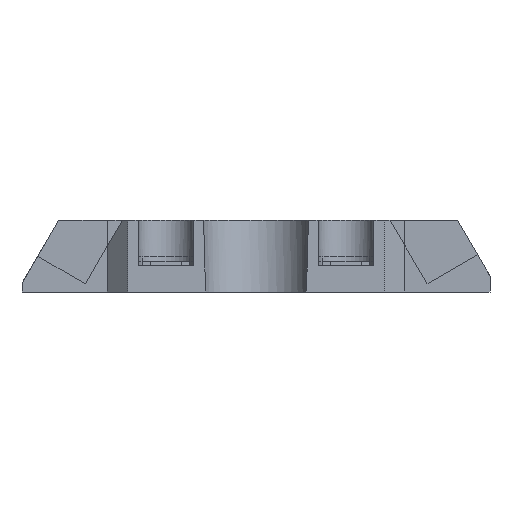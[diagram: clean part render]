
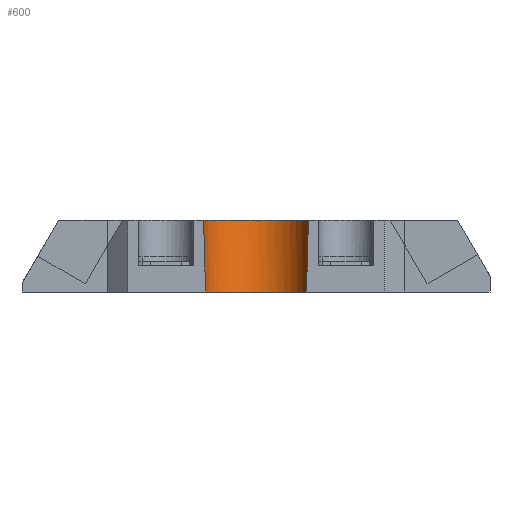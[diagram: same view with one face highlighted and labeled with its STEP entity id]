
A CAD part, front view. The second image highlights one B-rep face of the part: STEP entity #600.
In plain terms, the highlighted cylindrical face has radius 6 mm (diameter 12 mm), a partial arc.
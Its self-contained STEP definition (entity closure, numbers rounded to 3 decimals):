
#24 = VERTEX_POINT('',#25);
#25 = CARTESIAN_POINT('',(-5.094,-39.,15.1));
#32 = PLANE('',#33);
#33 = AXIS2_PLACEMENT_3D('',#34,#35,#36);
#34 = CARTESIAN_POINT('',(-16.,-39.,15.1));
#35 = DIRECTION('',(0.,1.,0.));
#36 = DIRECTION('',(0.,0.,1.));
#44 = PLANE('',#45);
#45 = AXIS2_PLACEMENT_3D('',#46,#47,#48);
#46 = CARTESIAN_POINT('',(-16.,-39.,15.1));
#47 = DIRECTION('',(0.,0.,1.));
#48 = DIRECTION('',(1.,0.,0.));
#98 = PLANE('',#99);
#99 = AXIS2_PLACEMENT_3D('',#100,#101,#102);
#100 = CARTESIAN_POINT('',(-16.,-39.,23.1));
#101 = DIRECTION('',(0.,0.,1.));
#102 = DIRECTION('',(1.,0.,0.));
#189 = VERTEX_POINT('',#190);
#190 = CARTESIAN_POINT('',(-5.316,-39.,23.1));
#211 = EDGE_CURVE('',#24,#189,#212,.T.);
#212 = SURFACE_CURVE('',#213,(#218,#225),.PCURVE_S1.);
#213 = ELLIPSE('',#214,68.842,6.);
#214 = AXIS2_PLACEMENT_3D('',#215,#216,#217);
#215 = CARTESIAN_POINT('',(0.5,-39.,40.005));
#216 = DIRECTION('',(0.,1.,0.));
#217 = DIRECTION('',(0.,0.,1.));
#218 = PCURVE('',#32,#219);
#219 = DEFINITIONAL_REPRESENTATION('',(#220),#224);
#220 = ELLIPSE('',#221,68.842,6.);
#221 = AXIS2_PLACEMENT_2D('',#222,#223);
#222 = CARTESIAN_POINT('',(24.905,16.5));
#223 = DIRECTION('',(1.,0.));
#224 = ( GEOMETRIC_REPRESENTATION_CONTEXT(2) 
PARAMETRIC_REPRESENTATION_CONTEXT() REPRESENTATION_CONTEXT('2D SPACE',''
  ) );
#225 = PCURVE('',#226,#231);
#226 = CYLINDRICAL_SURFACE('',#227,6.);
#227 = AXIS2_PLACEMENT_3D('',#228,#229,#230);
#228 = CARTESIAN_POINT('',(0.5,-42.5,0.));
#229 = DIRECTION('',(0.,0.087,0.996));
#230 = DIRECTION('',(1.,0.,0.));
#231 = DEFINITIONAL_REPRESENTATION('',(#232),#242);
#232 = B_SPLINE_CURVE_WITH_KNOTS('',8,(#233,#234,#235,#236,#237,#238,
    #239,#240,#241),.UNSPECIFIED.,.F.,.F.,(9,9),(4.33,
    4.476),.PIECEWISE_BEZIER_KNOTS.);
#233 = CARTESIAN_POINT('',(2.759,14.551));
#234 = CARTESIAN_POINT('',(2.777,15.716));
#235 = CARTESIAN_POINT('',(2.796,16.891));
#236 = CARTESIAN_POINT('',(2.814,18.075));
#237 = CARTESIAN_POINT('',(2.832,19.268));
#238 = CARTESIAN_POINT('',(2.851,20.469));
#239 = CARTESIAN_POINT('',(2.869,21.678));
#240 = CARTESIAN_POINT('',(2.887,22.893));
#241 = CARTESIAN_POINT('',(2.905,24.114));
#242 = ( GEOMETRIC_REPRESENTATION_CONTEXT(2) 
PARAMETRIC_REPRESENTATION_CONTEXT() REPRESENTATION_CONTEXT('2D SPACE',''
  ) );
#297 = EDGE_CURVE('',#298,#24,#300,.T.);
#298 = VERTEX_POINT('',#299);
#299 = CARTESIAN_POINT('',(6.094,-39.,15.1));
#300 = SURFACE_CURVE('',#301,(#306,#313),.PCURVE_S1.);
#301 = ELLIPSE('',#302,6.023,6.);
#302 = AXIS2_PLACEMENT_3D('',#303,#304,#305);
#303 = CARTESIAN_POINT('',(0.5,-41.179,15.1));
#304 = DIRECTION('',(0.,0.,1.));
#305 = DIRECTION('',(0.,1.,0.));
#306 = PCURVE('',#44,#307);
#307 = DEFINITIONAL_REPRESENTATION('',(#308),#312);
#308 = ELLIPSE('',#309,6.023,6.);
#309 = AXIS2_PLACEMENT_2D('',#310,#311);
#310 = CARTESIAN_POINT('',(16.5,-2.179));
#311 = DIRECTION('',(0.,1.));
#312 = ( GEOMETRIC_REPRESENTATION_CONTEXT(2) 
PARAMETRIC_REPRESENTATION_CONTEXT() REPRESENTATION_CONTEXT('2D SPACE',''
  ) );
#313 = PCURVE('',#226,#314);
#314 = DEFINITIONAL_REPRESENTATION('',(#315),#327);
#315 = B_SPLINE_CURVE_WITH_KNOTS('',10,(#316,#317,#318,#319,#320,#321,
    #322,#323,#324,#325,#326),.UNSPECIFIED.,.F.,.F.,(11,11),(
    4.712,8.058),.PIECEWISE_BEZIER_KNOTS.);
#316 = CARTESIAN_POINT('',(0.,15.158));
#317 = CARTESIAN_POINT('',(0.335,15.333));
#318 = CARTESIAN_POINT('',(0.669,15.509));
#319 = CARTESIAN_POINT('',(1.004,15.657));
#320 = CARTESIAN_POINT('',(1.338,15.751));
#321 = CARTESIAN_POINT('',(1.673,15.77));
#322 = CARTESIAN_POINT('',(2.007,15.709));
#323 = CARTESIAN_POINT('',(2.342,15.58));
#324 = CARTESIAN_POINT('',(2.677,15.408));
#325 = CARTESIAN_POINT('',(3.011,15.223));
#326 = CARTESIAN_POINT('',(3.346,15.051));
#327 = ( GEOMETRIC_REPRESENTATION_CONTEXT(2) 
PARAMETRIC_REPRESENTATION_CONTEXT() REPRESENTATION_CONTEXT('2D SPACE',''
  ) );
#345 = PLANE('',#346);
#346 = AXIS2_PLACEMENT_3D('',#347,#348,#349);
#347 = CARTESIAN_POINT('',(-16.,-39.,15.1));
#348 = DIRECTION('',(0.,1.,0.));
#349 = DIRECTION('',(0.,0.,1.));
#600 = ADVANCED_FACE('',(#601),#226,.F.);
#601 = FACE_BOUND('',#602,.F.);
#602 = EDGE_LOOP('',(#603,#635,#663,#664));
#603 = ORIENTED_EDGE('',*,*,#604,.F.);
#604 = EDGE_CURVE('',#605,#189,#607,.T.);
#605 = VERTEX_POINT('',#606);
#606 = CARTESIAN_POINT('',(6.316,-39.,23.1));
#607 = SURFACE_CURVE('',#608,(#613,#628),.PCURVE_S1.);
#608 = ELLIPSE('',#609,6.023,6.);
#609 = AXIS2_PLACEMENT_3D('',#610,#611,#612);
#610 = CARTESIAN_POINT('',(0.5,-40.479,23.1));
#611 = DIRECTION('',(0.,0.,1.));
#612 = DIRECTION('',(0.,1.,0.));
#613 = PCURVE('',#226,#614);
#614 = DEFINITIONAL_REPRESENTATION('',(#615),#627);
#615 = B_SPLINE_CURVE_WITH_KNOTS('',10,(#616,#617,#618,#619,#620,#621,
    #622,#623,#624,#625,#626),.UNSPECIFIED.,.F.,.F.,(11,11),(
    4.712,8.179),.PIECEWISE_BEZIER_KNOTS.);
#616 = CARTESIAN_POINT('',(0.,23.188));
#617 = CARTESIAN_POINT('',(0.347,23.37));
#618 = CARTESIAN_POINT('',(0.693,23.552));
#619 = CARTESIAN_POINT('',(1.04,23.704));
#620 = CARTESIAN_POINT('',(1.386,23.795));
#621 = CARTESIAN_POINT('',(1.733,23.803));
#622 = CARTESIAN_POINT('',(2.08,23.725));
#623 = CARTESIAN_POINT('',(2.426,23.576));
#624 = CARTESIAN_POINT('',(2.773,23.388));
#625 = CARTESIAN_POINT('',(3.12,23.193));
#626 = CARTESIAN_POINT('',(3.466,23.021));
#627 = ( GEOMETRIC_REPRESENTATION_CONTEXT(2) 
PARAMETRIC_REPRESENTATION_CONTEXT() REPRESENTATION_CONTEXT('2D SPACE',''
  ) );
#628 = PCURVE('',#98,#629);
#629 = DEFINITIONAL_REPRESENTATION('',(#630),#634);
#630 = ELLIPSE('',#631,6.023,6.);
#631 = AXIS2_PLACEMENT_2D('',#632,#633);
#632 = CARTESIAN_POINT('',(16.5,-1.479));
#633 = DIRECTION('',(0.,1.));
#634 = ( GEOMETRIC_REPRESENTATION_CONTEXT(2) 
PARAMETRIC_REPRESENTATION_CONTEXT() REPRESENTATION_CONTEXT('2D SPACE',''
  ) );
#635 = ORIENTED_EDGE('',*,*,#636,.T.);
#636 = EDGE_CURVE('',#605,#298,#637,.T.);
#637 = SURFACE_CURVE('',#638,(#643,#656),.PCURVE_S1.);
#638 = ELLIPSE('',#639,68.842,6.);
#639 = AXIS2_PLACEMENT_3D('',#640,#641,#642);
#640 = CARTESIAN_POINT('',(0.5,-39.,40.005));
#641 = DIRECTION('',(0.,1.,0.));
#642 = DIRECTION('',(0.,0.,1.));
#643 = PCURVE('',#226,#644);
#644 = DEFINITIONAL_REPRESENTATION('',(#645),#655);
#645 = B_SPLINE_CURVE_WITH_KNOTS('',8,(#646,#647,#648,#649,#650,#651,
    #652,#653,#654),.UNSPECIFIED.,.F.,.F.,(9,9),(1.807,
    1.953),.PIECEWISE_BEZIER_KNOTS.);
#646 = CARTESIAN_POINT('',(0.236,24.114));
#647 = CARTESIAN_POINT('',(0.254,22.893));
#648 = CARTESIAN_POINT('',(0.273,21.678));
#649 = CARTESIAN_POINT('',(0.291,20.469));
#650 = CARTESIAN_POINT('',(0.309,19.268));
#651 = CARTESIAN_POINT('',(0.328,18.075));
#652 = CARTESIAN_POINT('',(0.346,16.891));
#653 = CARTESIAN_POINT('',(0.364,15.716));
#654 = CARTESIAN_POINT('',(0.383,14.551));
#655 = ( GEOMETRIC_REPRESENTATION_CONTEXT(2) 
PARAMETRIC_REPRESENTATION_CONTEXT() REPRESENTATION_CONTEXT('2D SPACE',''
  ) );
#656 = PCURVE('',#345,#657);
#657 = DEFINITIONAL_REPRESENTATION('',(#658),#662);
#658 = ELLIPSE('',#659,68.842,6.);
#659 = AXIS2_PLACEMENT_2D('',#660,#661);
#660 = CARTESIAN_POINT('',(24.905,16.5));
#661 = DIRECTION('',(1.,0.));
#662 = ( GEOMETRIC_REPRESENTATION_CONTEXT(2) 
PARAMETRIC_REPRESENTATION_CONTEXT() REPRESENTATION_CONTEXT('2D SPACE',''
  ) );
#663 = ORIENTED_EDGE('',*,*,#297,.T.);
#664 = ORIENTED_EDGE('',*,*,#211,.T.);
